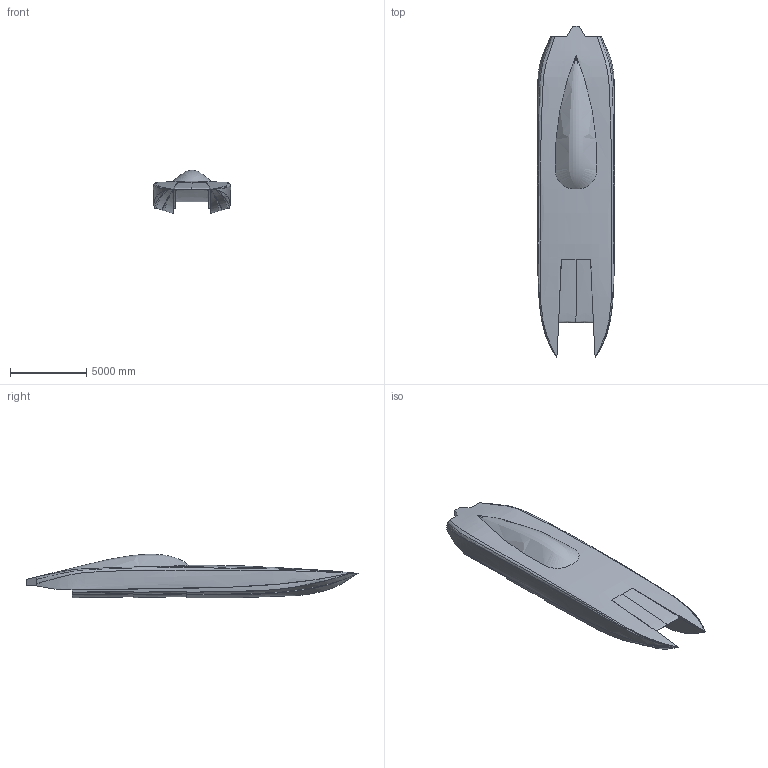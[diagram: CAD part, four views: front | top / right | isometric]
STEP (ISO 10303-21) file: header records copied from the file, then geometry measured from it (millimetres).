
FILE_DESCRIPTION(('FreeCAD Model'),'2;1');
FILE_NAME('Open CASCADE Shape Model','2025-05-03T07:44:42',('FreeCAD'),( 'FreeCAD'),'Open CASCADE STEP processor 7.6','FreeCAD','Unknown');
FILE_SCHEMA(('AUTOMOTIVE_DESIGN { 1 0 10303 214 1 1 1 1 }'));
Products named in the file (1): Open CASCADE STEP translator 7.6 1
Bounding box: 5095.78 x 21721.35 x 2833.99 mm (x, y, z)
Surface area: 285460980.2 mm2 (no closed solid volume)
Topology: 0 solids, 1 shells, 70 faces, 300 edges, 221 vertices
Faces by surface type: bspline 70
Entity records: 138494 total; most frequent: CARTESIAN_POINT 136818, ORIENTED_EDGE 572, EDGE_CURVE 292, B_SPLINE_CURVE_WITH_KNOTS 292, VERTEX_POINT 221, FACE_BOUND 71, EDGE_LOOP 71, ADVANCED_FACE 70
